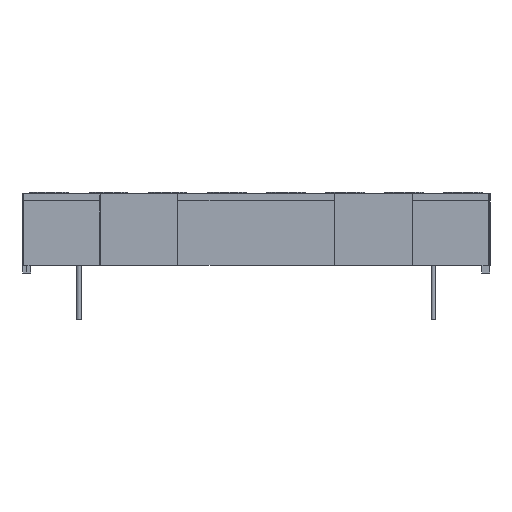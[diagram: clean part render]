
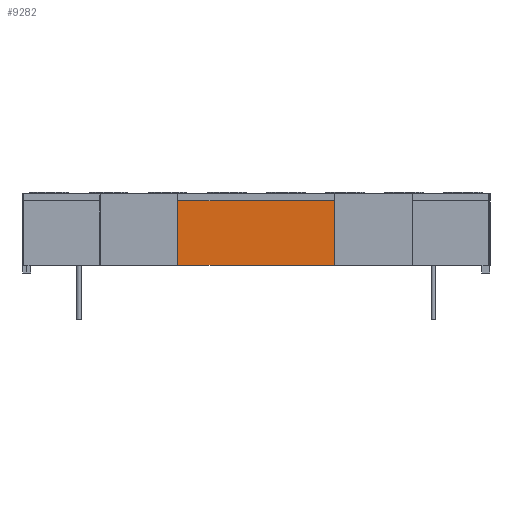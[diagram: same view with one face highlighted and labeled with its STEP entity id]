
A CAD part, left-side view. The second image highlights one B-rep face of the part: STEP entity #9282.
In plain terms, the highlighted planar face has unit normal (-1, 0, 0).
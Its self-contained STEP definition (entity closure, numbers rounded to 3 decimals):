
#1372 = PLANE('',#1373);
#1373 = AXIS2_PLACEMENT_3D('',#1374,#1375,#1376);
#1374 = CARTESIAN_POINT('',(-30.1,-10.1,-4.6));
#1375 = DIRECTION('',(0.,0.,1.));
#1376 = DIRECTION('',(1.,0.,0.));
#2104 = PLANE('',#2105);
#2105 = AXIS2_PLACEMENT_3D('',#2106,#2107,#2108);
#2106 = CARTESIAN_POINT('',(-30.1,-10.1,-4.6));
#2107 = DIRECTION('',(1.,0.,0.));
#2108 = DIRECTION('',(0.,0.,1.));
#2348 = PLANE('',#2349);
#2349 = AXIS2_PLACEMENT_3D('',#2350,#2351,#2352);
#2350 = CARTESIAN_POINT('',(-30.2,-10.1,-4.6));
#2351 = DIRECTION('',(0.,1.,0.));
#2352 = DIRECTION('',(0.,0.,1.));
#2439 = VERTEX_POINT('',#2440);
#2440 = CARTESIAN_POINT('',(-30.1,-10.1,-4.6));
#2485 = EDGE_CURVE('',#2439,#2486,#2488,.T.);
#2486 = VERTEX_POINT('',#2487);
#2487 = CARTESIAN_POINT('',(-30.1,10.1,-4.6));
#2488 = SURFACE_CURVE('',#2489,(#2493,#2500),.PCURVE_S1.);
#2489 = LINE('',#2490,#2491);
#2490 = CARTESIAN_POINT('',(-30.1,-10.1,-4.6));
#2491 = VECTOR('',#2492,1.);
#2492 = DIRECTION('',(0.,1.,0.));
#2493 = PCURVE('',#1372,#2494);
#2494 = DEFINITIONAL_REPRESENTATION('',(#2495),#2499);
#2495 = LINE('',#2496,#2497);
#2496 = CARTESIAN_POINT('',(0.,0.));
#2497 = VECTOR('',#2498,1.);
#2498 = DIRECTION('',(0.,1.));
#2499 = ( GEOMETRIC_REPRESENTATION_CONTEXT(2) 
PARAMETRIC_REPRESENTATION_CONTEXT() REPRESENTATION_CONTEXT('2D SPACE',''
  ) );
#2500 = PCURVE('',#2501,#2506);
#2501 = PLANE('',#2502);
#2502 = AXIS2_PLACEMENT_3D('',#2503,#2504,#2505);
#2503 = CARTESIAN_POINT('',(-30.1,-10.1,-4.6));
#2504 = DIRECTION('',(1.,0.,0.));
#2505 = DIRECTION('',(0.,0.,1.));
#2506 = DEFINITIONAL_REPRESENTATION('',(#2507),#2511);
#2507 = LINE('',#2508,#2509);
#2508 = CARTESIAN_POINT('',(0.,0.));
#2509 = VECTOR('',#2510,1.);
#2510 = DIRECTION('',(0.,-1.));
#2511 = ( GEOMETRIC_REPRESENTATION_CONTEXT(2) 
PARAMETRIC_REPRESENTATION_CONTEXT() REPRESENTATION_CONTEXT('2D SPACE',''
  ) );
#2583 = PLANE('',#2584);
#2584 = AXIS2_PLACEMENT_3D('',#2585,#2586,#2587);
#2585 = CARTESIAN_POINT('',(-30.2,10.1,-4.6));
#2586 = DIRECTION('',(0.,1.,0.));
#2587 = DIRECTION('',(0.,0.,1.));
#9081 = VERTEX_POINT('',#9082);
#9082 = CARTESIAN_POINT('',(-30.1,-10.1,3.7));
#9103 = EDGE_CURVE('',#9081,#9104,#9106,.T.);
#9104 = VERTEX_POINT('',#9105);
#9105 = CARTESIAN_POINT('',(-30.1,10.1,3.7));
#9106 = SURFACE_CURVE('',#9107,(#9111,#9118),.PCURVE_S1.);
#9107 = LINE('',#9108,#9109);
#9108 = CARTESIAN_POINT('',(-30.1,-30.1,3.7));
#9109 = VECTOR('',#9110,1.);
#9110 = DIRECTION('',(0.,1.,0.));
#9111 = PCURVE('',#2104,#9112);
#9112 = DEFINITIONAL_REPRESENTATION('',(#9113),#9117);
#9113 = LINE('',#9114,#9115);
#9114 = CARTESIAN_POINT('',(8.3,20.));
#9115 = VECTOR('',#9116,1.);
#9116 = DIRECTION('',(0.,-1.));
#9117 = ( GEOMETRIC_REPRESENTATION_CONTEXT(2) 
PARAMETRIC_REPRESENTATION_CONTEXT() REPRESENTATION_CONTEXT('2D SPACE',''
  ) );
#9118 = PCURVE('',#2501,#9119);
#9119 = DEFINITIONAL_REPRESENTATION('',(#9120),#9124);
#9120 = LINE('',#9121,#9122);
#9121 = CARTESIAN_POINT('',(8.3,20.));
#9122 = VECTOR('',#9123,1.);
#9123 = DIRECTION('',(0.,-1.));
#9124 = ( GEOMETRIC_REPRESENTATION_CONTEXT(2) 
PARAMETRIC_REPRESENTATION_CONTEXT() REPRESENTATION_CONTEXT('2D SPACE',''
  ) );
#9262 = EDGE_CURVE('',#2439,#9081,#9263,.T.);
#9263 = SURFACE_CURVE('',#9264,(#9268,#9275),.PCURVE_S1.);
#9264 = LINE('',#9265,#9266);
#9265 = CARTESIAN_POINT('',(-30.1,-10.1,-4.6));
#9266 = VECTOR('',#9267,1.);
#9267 = DIRECTION('',(0.,0.,1.));
#9268 = PCURVE('',#2348,#9269);
#9269 = DEFINITIONAL_REPRESENTATION('',(#9270),#9274);
#9270 = LINE('',#9271,#9272);
#9271 = CARTESIAN_POINT('',(0.,0.1));
#9272 = VECTOR('',#9273,1.);
#9273 = DIRECTION('',(1.,0.));
#9274 = ( GEOMETRIC_REPRESENTATION_CONTEXT(2) 
PARAMETRIC_REPRESENTATION_CONTEXT() REPRESENTATION_CONTEXT('2D SPACE',''
  ) );
#9275 = PCURVE('',#2501,#9276);
#9276 = DEFINITIONAL_REPRESENTATION('',(#9277),#9281);
#9277 = LINE('',#9278,#9279);
#9278 = CARTESIAN_POINT('',(0.,0.));
#9279 = VECTOR('',#9280,1.);
#9280 = DIRECTION('',(1.,0.));
#9281 = ( GEOMETRIC_REPRESENTATION_CONTEXT(2) 
PARAMETRIC_REPRESENTATION_CONTEXT() REPRESENTATION_CONTEXT('2D SPACE',''
  ) );
#9282 = ADVANCED_FACE('',(#9283),#2501,.F.);
#9283 = FACE_BOUND('',#9284,.F.);
#9284 = EDGE_LOOP('',(#9285,#9286,#9287,#9308));
#9285 = ORIENTED_EDGE('',*,*,#9262,.F.);
#9286 = ORIENTED_EDGE('',*,*,#2485,.T.);
#9287 = ORIENTED_EDGE('',*,*,#9288,.T.);
#9288 = EDGE_CURVE('',#2486,#9104,#9289,.T.);
#9289 = SURFACE_CURVE('',#9290,(#9294,#9301),.PCURVE_S1.);
#9290 = LINE('',#9291,#9292);
#9291 = CARTESIAN_POINT('',(-30.1,10.1,-4.6));
#9292 = VECTOR('',#9293,1.);
#9293 = DIRECTION('',(0.,0.,1.));
#9294 = PCURVE('',#2501,#9295);
#9295 = DEFINITIONAL_REPRESENTATION('',(#9296),#9300);
#9296 = LINE('',#9297,#9298);
#9297 = CARTESIAN_POINT('',(0.,-20.2));
#9298 = VECTOR('',#9299,1.);
#9299 = DIRECTION('',(1.,0.));
#9300 = ( GEOMETRIC_REPRESENTATION_CONTEXT(2) 
PARAMETRIC_REPRESENTATION_CONTEXT() REPRESENTATION_CONTEXT('2D SPACE',''
  ) );
#9301 = PCURVE('',#2583,#9302);
#9302 = DEFINITIONAL_REPRESENTATION('',(#9303),#9307);
#9303 = LINE('',#9304,#9305);
#9304 = CARTESIAN_POINT('',(0.,0.1));
#9305 = VECTOR('',#9306,1.);
#9306 = DIRECTION('',(1.,0.));
#9307 = ( GEOMETRIC_REPRESENTATION_CONTEXT(2) 
PARAMETRIC_REPRESENTATION_CONTEXT() REPRESENTATION_CONTEXT('2D SPACE',''
  ) );
#9308 = ORIENTED_EDGE('',*,*,#9103,.F.);
